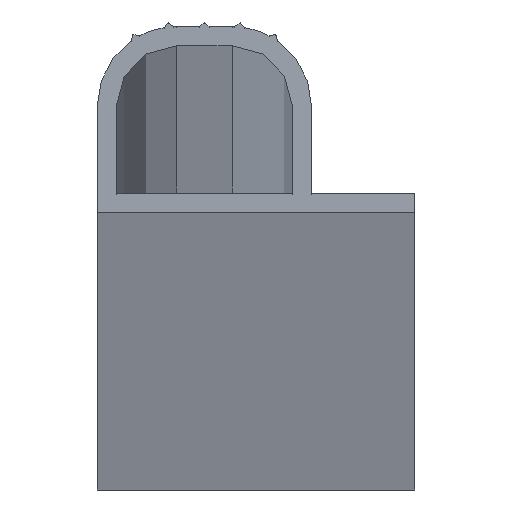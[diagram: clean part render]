
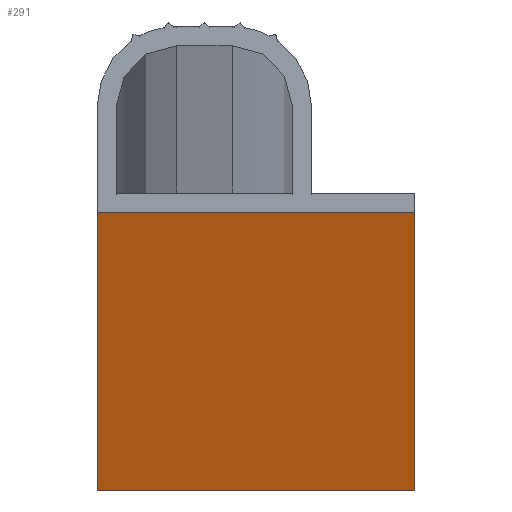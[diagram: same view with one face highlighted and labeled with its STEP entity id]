
A CAD part, top view. The second image highlights one B-rep face of the part: STEP entity #291.
In plain terms, the highlighted planar face has unit normal (0, -1, 0).
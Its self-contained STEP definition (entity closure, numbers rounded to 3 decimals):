
#92 = EDGE_LOOP ( 'NONE', ( #654, #653, #656, #651 ) ) ;
#285 = EDGE_CURVE ( 'NONE', #754, #750, #464, .T. ) ;
#290 = EDGE_CURVE ( 'NONE', #768, #756, #949, .T. ) ;
#291 = ADVANCED_FACE ( 'NONE', ( #607 ), #948, .F. ) ;
#309 = EDGE_CURVE ( 'NONE', #754, #768, #1010, .T. ) ;
#367 = EDGE_CURVE ( 'NONE', #750, #756, #815, .T. ) ;
#464 = LINE ( 'NONE', #465, #609 ) ;
#465 = CARTESIAN_POINT ( 'NONE',  ( 0., 0., 5000. ) ) ;
#466 = DIRECTION ( 'NONE',  ( 0., 0., -1. ) ) ;
#532 = VECTOR ( 'NONE', #817, 1000. ) ;
#541 = VECTOR ( 'NONE', #1012, 1000. ) ;
#603 = VECTOR ( 'NONE', #951, 1000. ) ;
#604 = AXIS2_PLACEMENT_3D ( 'NONE', #952, #953, #954 ) ;
#607 = FACE_OUTER_BOUND ( 'NONE', #92, .T. ) ;
#609 = VECTOR ( 'NONE', #466, 1000. ) ;
#651 = ORIENTED_EDGE ( 'NONE', *, *, #285, .T. ) ;
#653 = ORIENTED_EDGE ( 'NONE', *, *, #290, .F. ) ;
#654 = ORIENTED_EDGE ( 'NONE', *, *, #367, .T. ) ;
#656 = ORIENTED_EDGE ( 'NONE', *, *, #309, .F. ) ;
#750 = VERTEX_POINT ( 'NONE', #901 ) ;
#754 = VERTEX_POINT ( 'NONE', #905 ) ;
#756 = VERTEX_POINT ( 'NONE', #907 ) ;
#768 = VERTEX_POINT ( 'NONE', #919 ) ;
#815 = LINE ( 'NONE', #816, #532 ) ;
#816 = CARTESIAN_POINT ( 'NONE',  ( 0., 0., -5000. ) ) ;
#817 = DIRECTION ( 'NONE',  ( 1., 0., 0. ) ) ;
#901 = CARTESIAN_POINT ( 'NONE',  ( 0., 0., -5000. ) ) ;
#905 = CARTESIAN_POINT ( 'NONE',  ( 0., 0., 5000. ) ) ;
#907 = CARTESIAN_POINT ( 'NONE',  ( 20., 0., -5000. ) ) ;
#919 = CARTESIAN_POINT ( 'NONE',  ( 20., 0., 5000. ) ) ;
#948 = PLANE ( 'NONE',  #604 ) ;
#949 = LINE ( 'NONE', #950, #603 ) ;
#950 = CARTESIAN_POINT ( 'NONE',  ( 20., 0., 5000. ) ) ;
#951 = DIRECTION ( 'NONE',  ( 0., 0., -1. ) ) ;
#952 = CARTESIAN_POINT ( 'NONE',  ( 0., 0., 5000. ) ) ;
#953 = DIRECTION ( 'NONE',  ( 0., 1., 0. ) ) ;
#954 = DIRECTION ( 'NONE',  ( 0., 0., 1. ) ) ;
#1010 = LINE ( 'NONE', #1011, #541 ) ;
#1011 = CARTESIAN_POINT ( 'NONE',  ( 0., 0., 5000. ) ) ;
#1012 = DIRECTION ( 'NONE',  ( 1., 0., 0. ) ) ;
